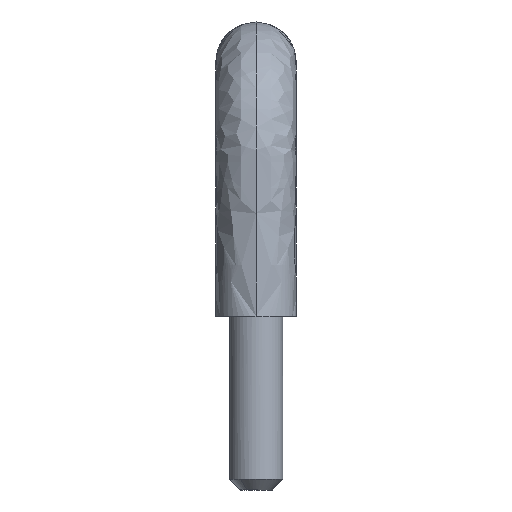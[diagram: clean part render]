
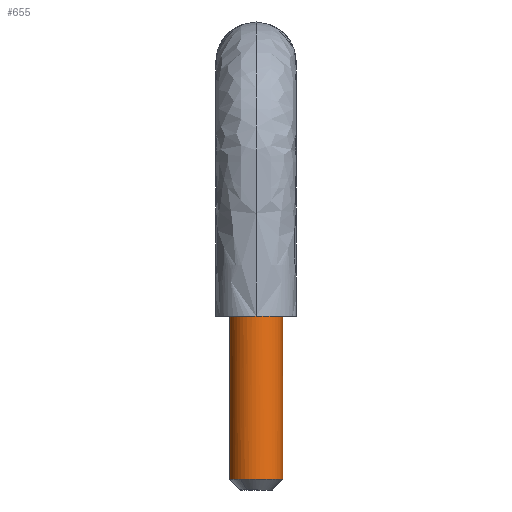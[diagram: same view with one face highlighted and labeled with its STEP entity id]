
A CAD part, left-side view. The second image highlights one B-rep face of the part: STEP entity #655.
In plain terms, the highlighted free-form (B-spline) face has degree [2, 1] with [5, 2] control points.
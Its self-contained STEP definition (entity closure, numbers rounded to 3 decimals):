
#145=CARTESIAN_POINT('',(0.017,-2.,-12.2));
#146=VERTEX_POINT('',#145);
#160=CARTESIAN_POINT('',(-2.0,0.0,-12.2));
#161=VERTEX_POINT('',#160);
#162=CARTESIAN_POINT('',(-2.0,0.0,-12.2));
#163=CARTESIAN_POINT('',(-2.,-2.,-12.2));
#164=CARTESIAN_POINT('',(0.0,-2.0,-12.2));
#165=CARTESIAN_POINT('',(0.009,-2.,-12.2));
#166=CARTESIAN_POINT('',(0.017,-2.,-12.2));
#174=(BOUNDED_CURVE()B_SPLINE_CURVE(2,(#162,#163,#164,#165,#166),.UNSPECIFIED.,.F.,.U.)B_SPLINE_CURVE_WITH_KNOTS((3,2,3),(0.0,0.25,0.252),.UNSPECIFIED.)CURVE()GEOMETRIC_REPRESENTATION_ITEM()RATIONAL_B_SPLINE_CURVE((1.0,0.707,1.0,0.998,0.996))REPRESENTATION_ITEM(''));
#175=EDGE_CURVE('',#161,#146,#174,.T.);
#177=CARTESIAN_POINT('',(-1.638,1.148,-12.2));
#178=VERTEX_POINT('',#177);
#179=CARTESIAN_POINT('',(-1.638,1.148,-12.2));
#180=CARTESIAN_POINT('',(-2.,0.631,-12.2));
#181=CARTESIAN_POINT('',(-2.0,0.0,-12.2));
#189=(BOUNDED_CURVE()B_SPLINE_CURVE(2,(#179,#180,#181),.UNSPECIFIED.,.F.,.U.)B_SPLINE_CURVE_WITH_KNOTS((3,3),(0.901,1.0),.UNSPECIFIED.)CURVE()GEOMETRIC_REPRESENTATION_ITEM()RATIONAL_B_SPLINE_CURVE((0.86,0.884,1.0))REPRESENTATION_ITEM(''));
#190=EDGE_CURVE('',#178,#161,#189,.T.);
#228=CARTESIAN_POINT('',(-0.248,1.985,-12.2));
#229=VERTEX_POINT('',#228);
#230=CARTESIAN_POINT('',(-0.248,1.985,-12.2));
#231=CARTESIAN_POINT('',(-1.129,1.874,-12.2));
#232=CARTESIAN_POINT('',(-1.638,1.148,-12.2));
#240=(BOUNDED_CURVE()B_SPLINE_CURVE(2,(#230,#231,#232),.UNSPECIFIED.,.F.,.U.)B_SPLINE_CURVE_WITH_KNOTS((3,3),(0.771,0.901),.UNSPECIFIED.)CURVE()GEOMETRIC_REPRESENTATION_ITEM()RATIONAL_B_SPLINE_CURVE((0.954,0.828,0.86))REPRESENTATION_ITEM(''));
#241=EDGE_CURVE('',#229,#178,#240,.T.);
#588=CARTESIAN_POINT('',(-0.248,1.985,-12.505));
#589=CARTESIAN_POINT('',(-2.015,1.763,-12.505));
#590=CARTESIAN_POINT('',(-2.,-0.017,-12.505));
#591=CARTESIAN_POINT('',(-1.982,-2.017,-12.505));
#592=CARTESIAN_POINT('',(0.017,-2.,-12.505));
#593=CARTESIAN_POINT('',(-0.248,1.985,0.313));
#594=CARTESIAN_POINT('',(-2.015,1.763,0.313));
#595=CARTESIAN_POINT('',(-2.,-0.017,0.313));
#596=CARTESIAN_POINT('',(-1.982,-2.017,0.313));
#597=CARTESIAN_POINT('',(0.017,-2.,0.313));
#605=(BOUNDED_SURFACE()B_SPLINE_SURFACE(2,1,((#588,#593),(#589,#594),(#590,#595),(#591,#596),(#592,#597)),.UNSPECIFIED.,.F.,.F.,.U.)B_SPLINE_SURFACE_WITH_KNOTS((3,2,3),(2,2),(0.0,3.049,6.362),(0.0,12.818),.UNSPECIFIED.)GEOMETRIC_REPRESENTATION_ITEM()RATIONAL_B_SPLINE_SURFACE(((0.957,0.957),(0.731,0.731),(1.0,1.0),(0.707,0.707),(1.0,1.0)))REPRESENTATION_ITEM('')SURFACE());
#606=ORIENTED_EDGE('',*,*,#241,.T.);
#607=ORIENTED_EDGE('',*,*,#190,.T.);
#608=ORIENTED_EDGE('',*,*,#175,.T.);
#609=CARTESIAN_POINT('',(0.017,-2.,0.));
#610=VERTEX_POINT('',#609);
#611=CARTESIAN_POINT('',(0.017,-2.,-12.2));
#612=CARTESIAN_POINT('',(0.017,-2.,0.));
#613=QUASI_UNIFORM_CURVE('',1,(#611,#612),.UNSPECIFIED.,.F.,.U.);
#614=EDGE_CURVE('',#146,#610,#613,.T.);
#615=ORIENTED_EDGE('',*,*,#614,.T.);
#616=CARTESIAN_POINT('',(-2.0,0.0,0.0));
#617=VERTEX_POINT('',#616);
#618=CARTESIAN_POINT('',(0.017,-2.,0.));
#619=CARTESIAN_POINT('',(0.009,-2.,0.0));
#620=CARTESIAN_POINT('',(0.0,-2.0,0.0));
#621=CARTESIAN_POINT('',(-2.,-2.,0.0));
#622=CARTESIAN_POINT('',(-2.0,0.0,0.0));
#630=(BOUNDED_CURVE()B_SPLINE_CURVE(2,(#618,#619,#620,#621,#622),.UNSPECIFIED.,.F.,.U.)B_SPLINE_CURVE_WITH_KNOTS((3,2,3),(0.248,0.25,0.5),.UNSPECIFIED.)CURVE()GEOMETRIC_REPRESENTATION_ITEM()RATIONAL_B_SPLINE_CURVE((0.996,0.998,1.0,0.707,1.0))REPRESENTATION_ITEM(''));
#631=EDGE_CURVE('',#610,#617,#630,.T.);
#632=ORIENTED_EDGE('',*,*,#631,.T.);
#633=CARTESIAN_POINT('',(-0.248,1.985,0.));
#634=VERTEX_POINT('',#633);
#635=CARTESIAN_POINT('',(-2.0,0.0,0.0));
#636=CARTESIAN_POINT('',(-2.,1.765,0.0));
#637=CARTESIAN_POINT('',(-0.248,1.985,0.));
#645=(BOUNDED_CURVE()B_SPLINE_CURVE(2,(#635,#636,#637),.UNSPECIFIED.,.F.,.U.)B_SPLINE_CURVE_WITH_KNOTS((3,3),(0.5,0.729),.UNSPECIFIED.)CURVE()GEOMETRIC_REPRESENTATION_ITEM()RATIONAL_B_SPLINE_CURVE((1.0,0.732,0.954))REPRESENTATION_ITEM(''));
#646=EDGE_CURVE('',#617,#634,#645,.T.);
#647=ORIENTED_EDGE('',*,*,#646,.T.);
#648=CARTESIAN_POINT('',(-0.248,1.985,-12.2));
#649=CARTESIAN_POINT('',(-0.248,1.985,0.));
#650=QUASI_UNIFORM_CURVE('',1,(#648,#649),.UNSPECIFIED.,.F.,.U.);
#651=EDGE_CURVE('',#229,#634,#650,.T.);
#652=ORIENTED_EDGE('',*,*,#651,.F.);
#653=EDGE_LOOP('',(#606,#607,#608,#615,#632,#647,#652));
#654=FACE_OUTER_BOUND('',#653,.T.);
#655=ADVANCED_FACE('',(#654),#605,.T.);
